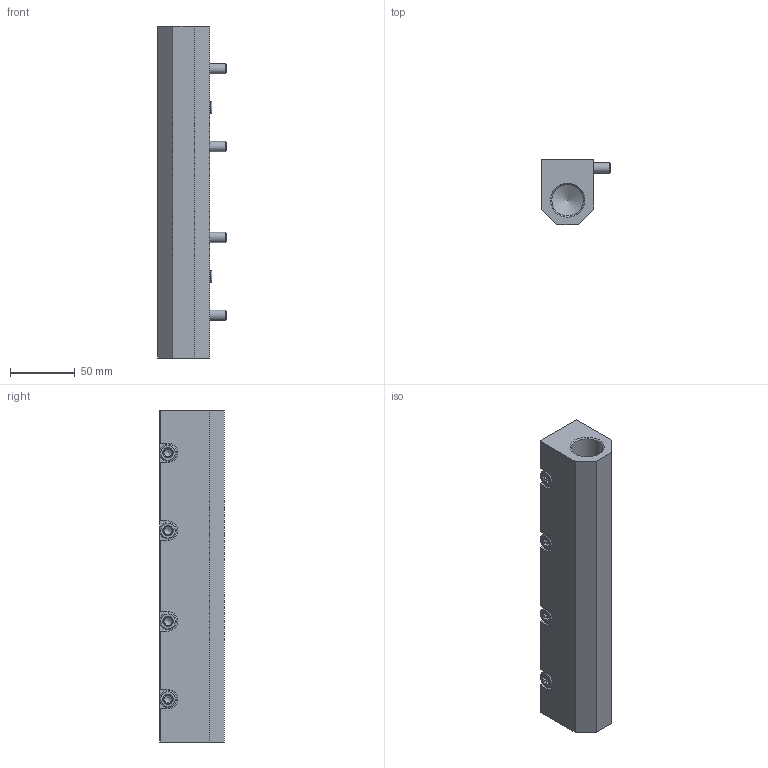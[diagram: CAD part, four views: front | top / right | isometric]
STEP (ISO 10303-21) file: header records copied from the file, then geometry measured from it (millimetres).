
FILE_DESCRIPTION(/* description */ ('STEP AP214'),/* implementation_level */ '2;1');
FILE_NAME(/* name */ '545245_DADP-DGC-63-GF_KF',/* time_stamp */ '2024-08-12T19:52:35+02:00',/* author */ ('License CC BY-ND 4.0'),/* organization */ ('CADENAS'),/* preprocessor_version */ 'ST-DEVELOPER v19.3',/* originating_system */ 'PARTsolutions',/* authorisation */ ' ');
FILE_SCHEMA (('AUTOMOTIVE_DESIGN {1 0 10303 214 3 1 1}'));
Length unit declared in the file: millimetre
Products named in the file (4): 545245 DADP-DGC-63-GF/KF; 545245 DADP-DGC-63-GF/KF---(S); ISO 14579 M8x45(F); 8137184 ZBH-9-B
Assembly tree (7 placements, depth 2):
  545245 DADP-DGC-63-GF/KF
    545245 DADP-DGC-63-GF/KF---(S)
    ISO 14579 M8x45(F)  x4
    8137184 ZBH-9-B  x2
Bounding box: 53 x 50 x 256 mm (x, y, z)
Volume: 384898.4 mm3; surface area: 72358.5 mm2
Topology: 7 solids, 7 shells, 178 faces, 430 edges, 272 vertices
Faces by surface type: cylinder 73, plane 45, cone 44, torus 16
Full cylindrical faces by diameter (mm): 8 x4, 9 x5, 13 x4, 24.376 x2
Entity records: 2532 total; most frequent: CARTESIAN_POINT 566, DIRECTION 373, ORIENTED_EDGE 358, EDGE_CURVE 179, AXIS2_PLACEMENT_3D 138, VERTEX_POINT 129, FACE_BOUND 116, EDGE_LOOP 113
